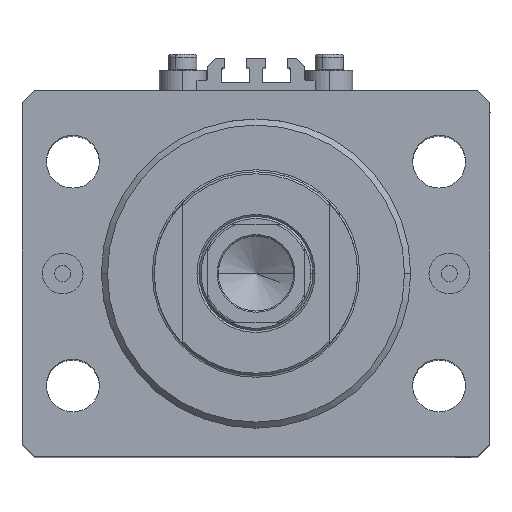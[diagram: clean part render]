
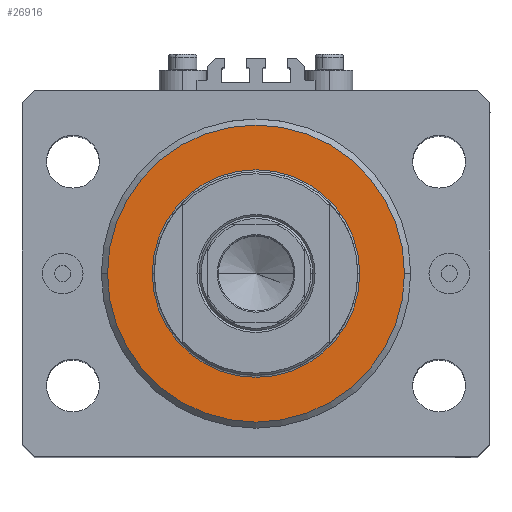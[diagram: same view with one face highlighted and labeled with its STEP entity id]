
A CAD part, top view. The second image highlights one B-rep face of the part: STEP entity #26916.
In plain terms, the highlighted face is planar.
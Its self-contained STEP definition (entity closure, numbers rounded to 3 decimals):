
#250 = AXIS2_PLACEMENT_3D ( 'NONE', #33892, #15748, #45364 ) ;
#526 = CARTESIAN_POINT ( 'NONE',  ( 0., 0., 0. ) ) ;
#1869 = EDGE_CURVE ( 'NONE', #45341, #15266, #18167, .T. ) ;
#6172 = CARTESIAN_POINT ( 'NONE',  ( 0., 0., 0. ) ) ;
#7669 = DIRECTION ( 'NONE',  ( 1., 0., 0. ) ) ;
#7895 = CIRCLE ( 'NONE', #27663, 36.5 ) ;
#10165 = CIRCLE ( 'NONE', #250, 25.5 ) ;
#10173 = CARTESIAN_POINT ( 'NONE',  ( 0., 0., 0. ) ) ;
#10409 = DIRECTION ( 'NONE',  ( 1., 0., 0. ) ) ;
#10506 = CARTESIAN_POINT ( 'NONE',  ( -25.5, 0., 0. ) ) ;
#11111 = PLANE ( 'NONE',  #23534 ) ;
#12835 = EDGE_LOOP ( 'NONE', ( #28314, #16175 ) ) ;
#13305 = EDGE_LOOP ( 'NONE', ( #34740, #36869 ) ) ;
#13425 = AXIS2_PLACEMENT_3D ( 'NONE', #526, #29131, #7669 ) ;
#13567 = EDGE_CURVE ( 'NONE', #45086, #32574, #7895, .T. ) ;
#13735 = FACE_OUTER_BOUND ( 'NONE', #13305, .T. ) ;
#14520 = CARTESIAN_POINT ( 'NONE',  ( 0., 0., 0. ) ) ;
#14866 = CARTESIAN_POINT ( 'NONE',  ( 25.5, 0., 0. ) ) ;
#15266 = VERTEX_POINT ( 'NONE', #10506 ) ;
#15748 = DIRECTION ( 'NONE',  ( 0., 0., 1. ) ) ;
#16175 = ORIENTED_EDGE ( 'NONE', *, *, #37542, .T. ) ;
#16675 = EDGE_CURVE ( 'NONE', #32574, #45086, #45488, .T. ) ;
#18167 = CIRCLE ( 'NONE', #44896, 25.5 ) ;
#18573 = DIRECTION ( 'NONE',  ( 0., 0., -1. ) ) ;
#20689 = DIRECTION ( 'NONE',  ( 0., 0., 1. ) ) ;
#22482 = CARTESIAN_POINT ( 'NONE',  ( -36.5, 0., 0. ) ) ;
#23534 = AXIS2_PLACEMENT_3D ( 'NONE', #10173, #40007, #10409 ) ;
#26916 = ADVANCED_FACE ( 'NONE', ( #28763, #13735 ), #11111, .F. ) ;
#27663 = AXIS2_PLACEMENT_3D ( 'NONE', #14520, #18573, #33142 ) ;
#28314 = ORIENTED_EDGE ( 'NONE', *, *, #1869, .T. ) ;
#28763 = FACE_BOUND ( 'NONE', #12835, .T. ) ;
#29131 = DIRECTION ( 'NONE',  ( 0., 0., -1. ) ) ;
#31202 = DIRECTION ( 'NONE',  ( 1., 0., 0. ) ) ;
#32574 = VERTEX_POINT ( 'NONE', #22482 ) ;
#33142 = DIRECTION ( 'NONE',  ( 1., 0., 0. ) ) ;
#33561 = CARTESIAN_POINT ( 'NONE',  ( 36.5, 0., 0. ) ) ;
#33892 = CARTESIAN_POINT ( 'NONE',  ( 0., 0., 0. ) ) ;
#34740 = ORIENTED_EDGE ( 'NONE', *, *, #13567, .T. ) ;
#36869 = ORIENTED_EDGE ( 'NONE', *, *, #16675, .T. ) ;
#37542 = EDGE_CURVE ( 'NONE', #15266, #45341, #10165, .T. ) ;
#40007 = DIRECTION ( 'NONE',  ( 0., 0., 1. ) ) ;
#44896 = AXIS2_PLACEMENT_3D ( 'NONE', #6172, #20689, #31202 ) ;
#45086 = VERTEX_POINT ( 'NONE', #33561 ) ;
#45341 = VERTEX_POINT ( 'NONE', #14866 ) ;
#45364 = DIRECTION ( 'NONE',  ( 1., 0., 0. ) ) ;
#45488 = CIRCLE ( 'NONE', #13425, 36.5 ) ;
